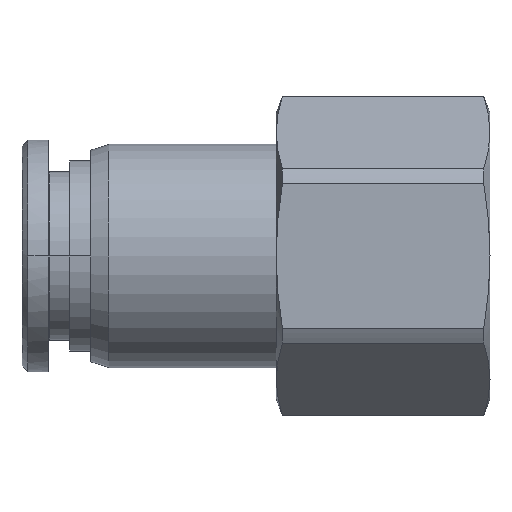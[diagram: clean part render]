
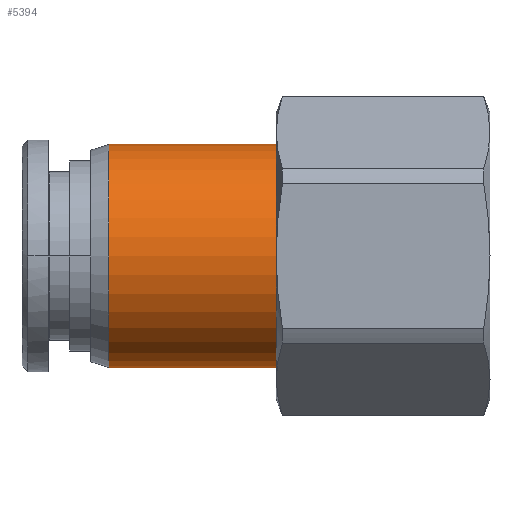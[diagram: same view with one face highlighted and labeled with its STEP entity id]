
A CAD part, front view. The second image highlights one B-rep face of the part: STEP entity #5394.
In plain terms, the highlighted cylindrical face has radius 9.4 mm (diameter 18.8 mm), a partial arc.
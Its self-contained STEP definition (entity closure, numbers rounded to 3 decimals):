
#855 = CARTESIAN_POINT ( 'NONE',  ( -10.05, 0., 9.4 ) ) ;
#1259 = DIRECTION ( 'NONE',  ( 0., 0., -1. ) ) ;
#1277 = DIRECTION ( 'NONE',  ( 1., 0., 0. ) ) ;
#1463 = DIRECTION ( 'NONE',  ( 1., 0., 0. ) ) ;
#2213 = AXIS2_PLACEMENT_3D ( 'NONE', #12155, #1277, #7710 ) ;
#3204 = EDGE_LOOP ( 'NONE', ( #6694, #14044, #3721, #6458 ) ) ;
#3543 = CIRCLE ( 'NONE', #2213, 9.4 ) ;
#3721 = ORIENTED_EDGE ( 'NONE', *, *, #8890, .T. ) ;
#3839 = VERTEX_POINT ( 'NONE', #10811 ) ;
#4006 = DIRECTION ( 'NONE',  ( 1., 0., 0. ) ) ;
#4271 = EDGE_CURVE ( 'NONE', #3839, #9212, #10364, .T. ) ;
#4699 = CARTESIAN_POINT ( 'NONE',  ( -17.1, 0., -9.4 ) ) ;
#4916 = VERTEX_POINT ( 'NONE', #7438 ) ;
#5207 = AXIS2_PLACEMENT_3D ( 'NONE', #12771, #8484, #10671 ) ;
#5394 = ADVANCED_FACE ( 'NONE', ( #8882 ), #10396, .T. ) ;
#6149 = CARTESIAN_POINT ( 'NONE',  ( -10.05, 0., 0. ) ) ;
#6458 = ORIENTED_EDGE ( 'NONE', *, *, #10343, .T. ) ;
#6694 = ORIENTED_EDGE ( 'NONE', *, *, #4271, .F. ) ;
#7095 = CIRCLE ( 'NONE', #5207, 9.4 ) ;
#7438 = CARTESIAN_POINT ( 'NONE',  ( -3., 0., -9.4 ) ) ;
#7710 = DIRECTION ( 'NONE',  ( 0., 0., -1. ) ) ;
#8122 = LINE ( 'NONE', #10230, #8462 ) ;
#8462 = VECTOR ( 'NONE', #1463, 1000. ) ;
#8484 = DIRECTION ( 'NONE',  ( -1., 0., 0. ) ) ;
#8522 = CARTESIAN_POINT ( 'NONE',  ( -3., 0., 9.4 ) ) ;
#8697 = EDGE_CURVE ( 'NONE', #3839, #10685, #3543, .T. ) ;
#8882 = FACE_OUTER_BOUND ( 'NONE', #3204, .T. ) ;
#8890 = EDGE_CURVE ( 'NONE', #10685, #4916, #8122, .T. ) ;
#9212 = VERTEX_POINT ( 'NONE', #8522 ) ;
#9679 = AXIS2_PLACEMENT_3D ( 'NONE', #6149, #9825, #1259 ) ;
#9825 = DIRECTION ( 'NONE',  ( 1., 0., 0. ) ) ;
#10230 = CARTESIAN_POINT ( 'NONE',  ( -10.05, 0., -9.4 ) ) ;
#10343 = EDGE_CURVE ( 'NONE', #4916, #9212, #7095, .T. ) ;
#10364 = LINE ( 'NONE', #855, #11208 ) ;
#10396 = CYLINDRICAL_SURFACE ( 'NONE', #9679, 9.4 ) ;
#10671 = DIRECTION ( 'NONE',  ( 0., 0., -1. ) ) ;
#10685 = VERTEX_POINT ( 'NONE', #4699 ) ;
#10811 = CARTESIAN_POINT ( 'NONE',  ( -17.1, 0., 9.4 ) ) ;
#11208 = VECTOR ( 'NONE', #4006, 1000. ) ;
#12155 = CARTESIAN_POINT ( 'NONE',  ( -17.1, 0., 0. ) ) ;
#12771 = CARTESIAN_POINT ( 'NONE',  ( -3., 0., 0. ) ) ;
#14044 = ORIENTED_EDGE ( 'NONE', *, *, #8697, .T. ) ;
